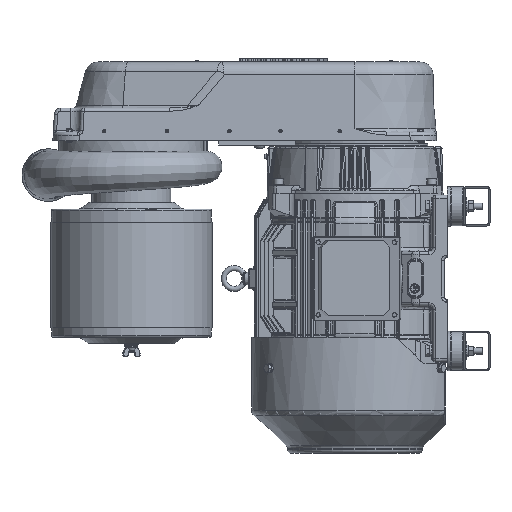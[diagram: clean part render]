
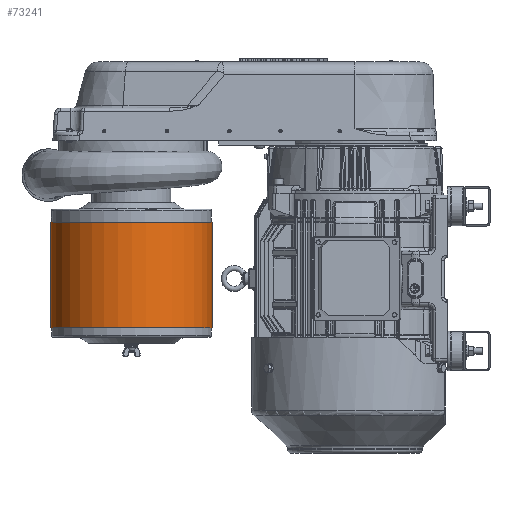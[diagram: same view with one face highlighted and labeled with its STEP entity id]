
A CAD part, left-side view. The second image highlights one B-rep face of the part: STEP entity #73241.
In plain terms, the highlighted cylindrical face has radius 155.448 mm (diameter 310.896 mm), a full revolution.
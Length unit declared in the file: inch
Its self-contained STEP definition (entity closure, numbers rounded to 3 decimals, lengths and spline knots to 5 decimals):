
#9544=FACE_OUTER_BOUND('',#14207,.T.);
#14207=EDGE_LOOP('',(#50394,#50395,#50396,#50397));
#19043=CIRCLE('',#77955,6.12);
#19045=CIRCLE('',#77959,6.12);
#25939=LINE('',#112105,#29105);
#29105=VECTOR('',#86248,6.12);
#32398=VERTEX_POINT('',#112097);
#32400=VERTEX_POINT('',#112103);
#39112=EDGE_CURVE('',#32398,#32398,#19043,.T.);
#39114=EDGE_CURVE('',#32400,#32400,#19045,.T.);
#39115=EDGE_CURVE('',#32400,#32398,#25939,.T.);
#50394=ORIENTED_EDGE('',*,*,#39114,.F.);
#50395=ORIENTED_EDGE('',*,*,#39115,.T.);
#50396=ORIENTED_EDGE('',*,*,#39112,.F.);
#50397=ORIENTED_EDGE('',*,*,#39115,.F.);
#72180=CYLINDRICAL_SURFACE('',#77958,6.12);
#73241=ADVANCED_FACE('',(#9544),#72180,.T.);
#77955=AXIS2_PLACEMENT_3D('',#112098,#86238,#86239);
#77958=AXIS2_PLACEMENT_3D('',#112102,#86244,#86245);
#77959=AXIS2_PLACEMENT_3D('',#112104,#86246,#86247);
#86238=DIRECTION('center_axis',(0.,0.,
1.));
#86239=DIRECTION('ref_axis',(-1.,-0.008,0.));
#86244=DIRECTION('center_axis',(0.,0.,
-1.));
#86245=DIRECTION('ref_axis',(-1.,-0.008,0.));
#86246=DIRECTION('center_axis',(0.,0.,
-1.));
#86247=DIRECTION('ref_axis',(-1.,-0.008,0.));
#86248=DIRECTION('',(0.,0.,1.));
#112097=CARTESIAN_POINT('',(6.03576,17.02509,-6.223));
#112098=CARTESIAN_POINT('Origin',(-0.08406,16.97829,-6.223));
#112102=CARTESIAN_POINT('Origin',(-0.08406,16.97829,-6.223));
#112103=CARTESIAN_POINT('',(6.03576,17.02509,-14.223));
#112104=CARTESIAN_POINT('Origin',(-0.08406,16.97829,-14.223));
#112105=CARTESIAN_POINT('',(6.03576,17.02509,-6.223));
